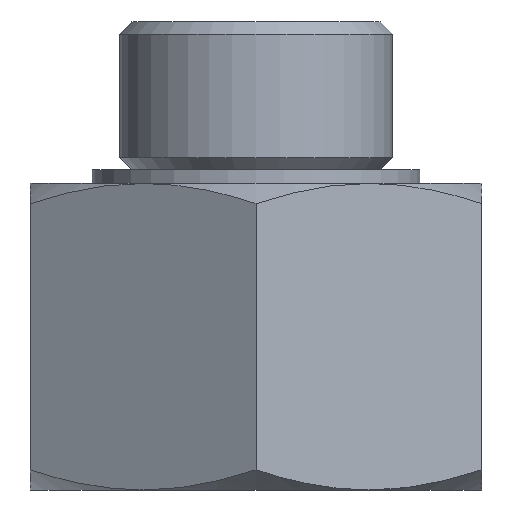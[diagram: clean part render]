
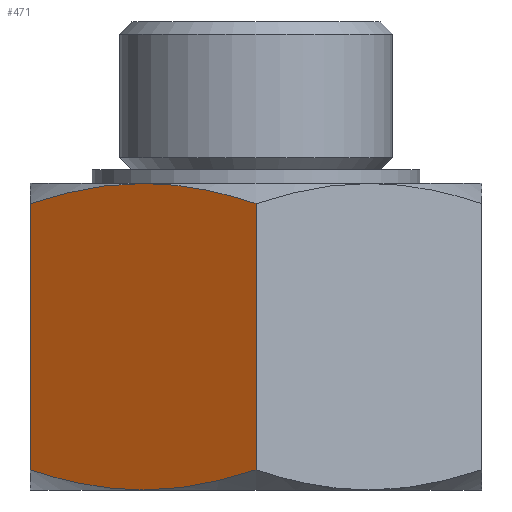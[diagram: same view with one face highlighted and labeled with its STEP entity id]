
A CAD part, front view. The second image highlights one B-rep face of the part: STEP entity #471.
In plain terms, the highlighted planar face has unit normal (-0.5, -0.866, 0).
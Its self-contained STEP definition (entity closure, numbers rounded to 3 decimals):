
#20=LINE('',#885,#26);
#25=LINE('',#894,#31);
#26=VECTOR('',#666,1000.);
#31=VECTOR('',#679,1000.);
#50=PLANE('',#547);
#189=ORIENTED_EDGE('',*,*,#209,.T.);
#190=ORIENTED_EDGE('',*,*,#235,.T.);
#191=ORIENTED_EDGE('',*,*,#252,.F.);
#192=ORIENTED_EDGE('',*,*,#224,.T.);
#193=ORIENTED_EDGE('',*,*,#211,.T.);
#194=ORIENTED_EDGE('',*,*,#247,.T.);
#209=EDGE_CURVE('',#262,#263,#302,.T.);
#211=EDGE_CURVE('',#266,#264,#304,.T.);
#224=EDGE_CURVE('',#274,#266,#312,.T.);
#235=EDGE_CURVE('',#263,#283,#314,.T.);
#247=EDGE_CURVE('',#264,#262,#20,.T.);
#252=EDGE_CURVE('',#274,#283,#25,.T.);
#262=VERTEX_POINT('',#740);
#263=VERTEX_POINT('',#742);
#264=VERTEX_POINT('',#752);
#266=VERTEX_POINT('',#759);
#274=VERTEX_POINT('',#805);
#283=VERTEX_POINT('',#841);
#302=B_SPLINE_CURVE_WITH_KNOTS('',3,(#743,#744,#745,#746),.UNSPECIFIED.,
 .F.,.F.,(4,4),(0.,0.016),.UNSPECIFIED.);
#304=B_SPLINE_CURVE_WITH_KNOTS('',3,(#754,#755,#756,#757,#758),
 .UNSPECIFIED.,.F.,.F.,(4,1,4),(0.016,0.024,0.032),
 .UNSPECIFIED.);
#312=B_SPLINE_CURVE_WITH_KNOTS('',3,(#807,#808,#809,#810),.UNSPECIFIED.,
 .F.,.F.,(4,4),(0.,0.016),.UNSPECIFIED.);
#314=B_SPLINE_CURVE_WITH_KNOTS('',3,(#842,#843,#844,#845,#846),
 .UNSPECIFIED.,.F.,.F.,(4,1,4),(0.016,0.024,0.032),
 .UNSPECIFIED.);
#368=EDGE_LOOP('',(#189,#190,#191,#192,#193,#194));
#420=FACE_BOUND('',#368,.T.);
#471=ADVANCED_FACE('',(#420),#50,.F.);
#547=AXIS2_PLACEMENT_3D('',#895,#680,#681);
#666=DIRECTION('',(0.,0.,-1.));
#679=DIRECTION('',(0.,0.,-1.));
#680=DIRECTION('',(0.5,0.866,0.));
#681=DIRECTION('',(-0.866,0.5,0.));
#740=CARTESIAN_POINT('',(-27.5,-15.877,-36.544));
#742=CARTESIAN_POINT('',(-13.75,-23.816,-39.));
#743=CARTESIAN_POINT('',(-27.5,-15.877,-36.544));
#744=CARTESIAN_POINT('',(-23.001,-18.474,-38.043));
#745=CARTESIAN_POINT('',(-18.435,-21.111,-39.));
#746=CARTESIAN_POINT('',(-13.75,-23.816,-39.));
#752=CARTESIAN_POINT('',(-27.5,-15.877,-4.119));
#754=CARTESIAN_POINT('',(-13.75,-23.816,-1.663));
#755=CARTESIAN_POINT('',(-16.084,-22.468,-1.663));
#756=CARTESIAN_POINT('',(-20.738,-19.781,-2.135));
#757=CARTESIAN_POINT('',(-25.256,-17.173,-3.371));
#758=CARTESIAN_POINT('',(-27.5,-15.877,-4.119));
#759=CARTESIAN_POINT('',(-13.75,-23.816,-1.663));
#805=CARTESIAN_POINT('',(0.,-31.754,-4.119));
#807=CARTESIAN_POINT('',(0.,-31.754,-4.119));
#808=CARTESIAN_POINT('',(-4.499,-29.157,-2.619));
#809=CARTESIAN_POINT('',(-9.065,-26.521,-1.663));
#810=CARTESIAN_POINT('',(-13.75,-23.816,-1.663));
#841=CARTESIAN_POINT('',(0.,-31.754,-36.544));
#842=CARTESIAN_POINT('',(-13.75,-23.816,-39.));
#843=CARTESIAN_POINT('',(-11.416,-25.163,-39.));
#844=CARTESIAN_POINT('',(-6.762,-27.85,-38.528));
#845=CARTESIAN_POINT('',(-2.244,-30.459,-37.292));
#846=CARTESIAN_POINT('',(0.,-31.754,-36.544));
#885=CARTESIAN_POINT('',(-27.5,-15.877,-1.663));
#894=CARTESIAN_POINT('',(0.,-31.754,-1.663));
#895=CARTESIAN_POINT('',(-27.5,-15.877,-1.663));
